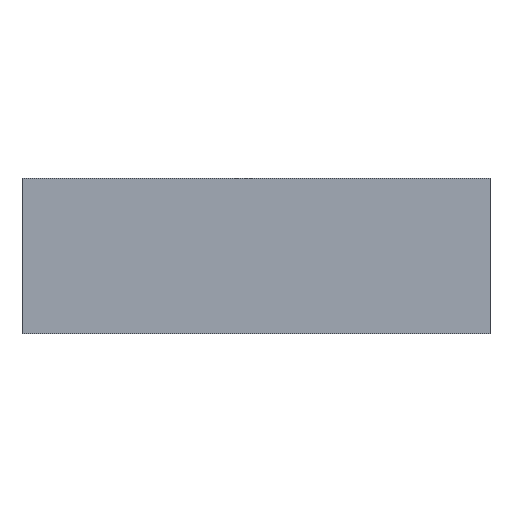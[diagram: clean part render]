
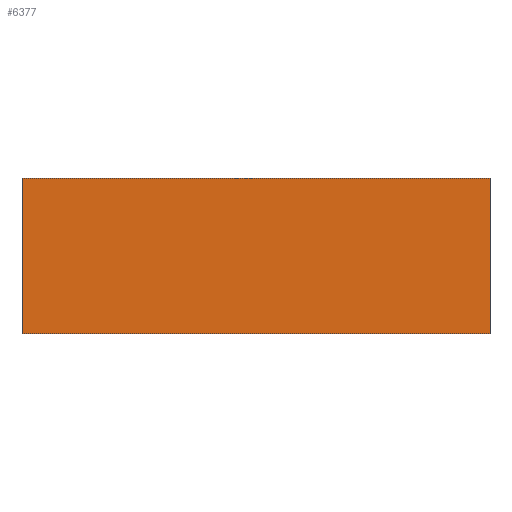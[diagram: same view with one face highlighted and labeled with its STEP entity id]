
A CAD part, top view. The second image highlights one B-rep face of the part: STEP entity #6377.
In plain terms, the highlighted free-form (B-spline) face has degree [3, 3] with [4, 4] control points.
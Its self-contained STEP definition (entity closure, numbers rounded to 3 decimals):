
#6377 = ADVANCED_FACE('',(#6378),#6392,.T.);
#6378 = FACE_BOUND('',#6379,.T.);
#6379 = EDGE_LOOP('',(#6380,#6415,#6431,#6447));
#6380 = ORIENTED_EDGE('',*,*,#6381,.T.);
#6381 = EDGE_CURVE('',#6382,#6384,#6386,.T.);
#6382 = VERTEX_POINT('',#6383);
#6383 = CARTESIAN_POINT('',(-20000.,-2000.,272.342));
#6384 = VERTEX_POINT('',#6385);
#6385 = CARTESIAN_POINT('',(1000.,-2000.,272.342));
#6386 = SURFACE_CURVE('',#6387,(#6391),.PCURVE_S1.);
#6387 = LINE('',#6388,#6389);
#6388 = CARTESIAN_POINT('',(-20000.,-2000.,272.342));
#6389 = VECTOR('',#6390,1000.);
#6390 = DIRECTION('',(1.,0.,0.));
#6391 = PCURVE('',#6392,#6409);
#6392 = B_SPLINE_SURFACE_WITH_KNOTS('',3,3,(
    (#6393,#6394,#6395,#6396)
    ,(#6397,#6398,#6399,#6400)
    ,(#6401,#6402,#6403,#6404)
    ,(#6405,#6406,#6407,#6408
    )),.UNSPECIFIED.,.F.,.F.,.F.,(4,4),(4,4),(-11.55,11.55),(-3.85,3.85)
  ,.PIECEWISE_BEZIER_KNOTS.);
#6393 = CARTESIAN_POINT('',(-21050.,-2350.,272.342));
#6394 = CARTESIAN_POINT('',(-21050.,216.667,272.342));
#6395 = CARTESIAN_POINT('',(-21050.,2783.333,272.342));
#6396 = CARTESIAN_POINT('',(-21050.,5350.,272.342));
#6397 = CARTESIAN_POINT('',(-13350.,-2350.,272.342));
#6398 = CARTESIAN_POINT('',(-13350.,216.667,272.342));
#6399 = CARTESIAN_POINT('',(-13350.,2783.333,272.342));
#6400 = CARTESIAN_POINT('',(-13350.,5350.,272.342));
#6401 = CARTESIAN_POINT('',(-5650.,-2350.,272.342));
#6402 = CARTESIAN_POINT('',(-5650.,216.667,272.342));
#6403 = CARTESIAN_POINT('',(-5650.,2783.333,
    272.342));
#6404 = CARTESIAN_POINT('',(-5650.,5350.,272.342));
#6405 = CARTESIAN_POINT('',(2050.,-2350.,272.342));
#6406 = CARTESIAN_POINT('',(2050.,216.667,272.342));
#6407 = CARTESIAN_POINT('',(2050.,2783.333,272.342));
#6408 = CARTESIAN_POINT('',(2050.,5350.,272.342));
#6409 = DEFINITIONAL_REPRESENTATION('',(#6410),#6414);
#6410 = LINE('',#6411,#6412);
#6411 = CARTESIAN_POINT('',(-10.5,-3.5));
#6412 = VECTOR('',#6413,1.);
#6413 = DIRECTION('',(1.,0.));
#6414 = ( GEOMETRIC_REPRESENTATION_CONTEXT(2) 
PARAMETRIC_REPRESENTATION_CONTEXT() REPRESENTATION_CONTEXT('2D SPACE',''
  ) );
#6415 = ORIENTED_EDGE('',*,*,#6416,.T.);
#6416 = EDGE_CURVE('',#6384,#6417,#6419,.T.);
#6417 = VERTEX_POINT('',#6418);
#6418 = CARTESIAN_POINT('',(1000.,5000.,272.342));
#6419 = SURFACE_CURVE('',#6420,(#6424),.PCURVE_S1.);
#6420 = LINE('',#6421,#6422);
#6421 = CARTESIAN_POINT('',(1000.,-2000.,272.342));
#6422 = VECTOR('',#6423,1000.);
#6423 = DIRECTION('',(0.,1.,0.));
#6424 = PCURVE('',#6392,#6425);
#6425 = DEFINITIONAL_REPRESENTATION('',(#6426),#6430);
#6426 = LINE('',#6427,#6428);
#6427 = CARTESIAN_POINT('',(10.5,-3.5));
#6428 = VECTOR('',#6429,1.);
#6429 = DIRECTION('',(0.,1.));
#6430 = ( GEOMETRIC_REPRESENTATION_CONTEXT(2) 
PARAMETRIC_REPRESENTATION_CONTEXT() REPRESENTATION_CONTEXT('2D SPACE',''
  ) );
#6431 = ORIENTED_EDGE('',*,*,#6432,.T.);
#6432 = EDGE_CURVE('',#6417,#6433,#6435,.T.);
#6433 = VERTEX_POINT('',#6434);
#6434 = CARTESIAN_POINT('',(-20000.,5000.,272.342));
#6435 = SURFACE_CURVE('',#6436,(#6440),.PCURVE_S1.);
#6436 = LINE('',#6437,#6438);
#6437 = CARTESIAN_POINT('',(1000.,5000.,272.342));
#6438 = VECTOR('',#6439,1000.);
#6439 = DIRECTION('',(-1.,0.,0.));
#6440 = PCURVE('',#6392,#6441);
#6441 = DEFINITIONAL_REPRESENTATION('',(#6442),#6446);
#6442 = LINE('',#6443,#6444);
#6443 = CARTESIAN_POINT('',(10.5,3.5));
#6444 = VECTOR('',#6445,1.);
#6445 = DIRECTION('',(-1.,0.));
#6446 = ( GEOMETRIC_REPRESENTATION_CONTEXT(2) 
PARAMETRIC_REPRESENTATION_CONTEXT() REPRESENTATION_CONTEXT('2D SPACE',''
  ) );
#6447 = ORIENTED_EDGE('',*,*,#6448,.T.);
#6448 = EDGE_CURVE('',#6433,#6382,#6449,.T.);
#6449 = SURFACE_CURVE('',#6450,(#6454),.PCURVE_S1.);
#6450 = LINE('',#6451,#6452);
#6451 = CARTESIAN_POINT('',(-20000.,5000.,272.342));
#6452 = VECTOR('',#6453,1000.);
#6453 = DIRECTION('',(0.,-1.,0.));
#6454 = PCURVE('',#6392,#6455);
#6455 = DEFINITIONAL_REPRESENTATION('',(#6456),#6460);
#6456 = LINE('',#6457,#6458);
#6457 = CARTESIAN_POINT('',(-10.5,3.5));
#6458 = VECTOR('',#6459,1.);
#6459 = DIRECTION('',(0.,-1.));
#6460 = ( GEOMETRIC_REPRESENTATION_CONTEXT(2) 
PARAMETRIC_REPRESENTATION_CONTEXT() REPRESENTATION_CONTEXT('2D SPACE',''
  ) );
